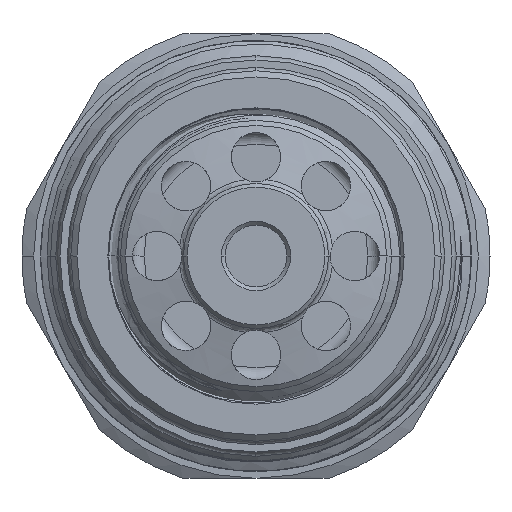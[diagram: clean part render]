
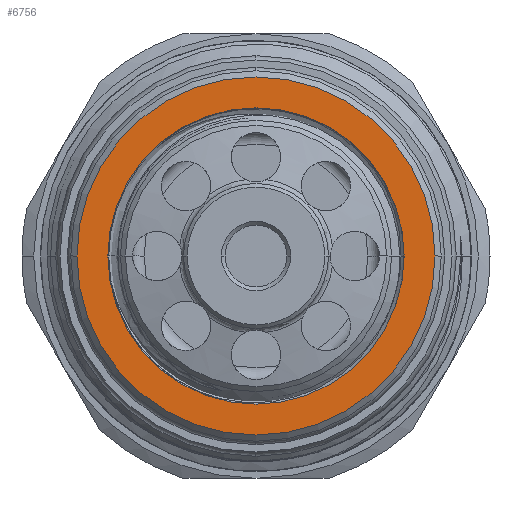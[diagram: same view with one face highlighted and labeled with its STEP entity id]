
A CAD part, left-side view. The second image highlights one B-rep face of the part: STEP entity #6756.
In plain terms, the highlighted planar face has unit normal (-1, 0, 0).
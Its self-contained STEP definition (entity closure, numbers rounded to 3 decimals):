
#147 = CARTESIAN_POINT ( 'NONE',  ( 0., 0., 0. ) ) ;
#252 = EDGE_LOOP ( 'NONE', ( #20543, #2992 ) ) ;
#1819 = CARTESIAN_POINT ( 'NONE',  ( 0., 0., 0. ) ) ;
#1961 = EDGE_CURVE ( 'NONE', #4139, #3189, #19104, .T. ) ;
#2713 = AXIS2_PLACEMENT_3D ( 'NONE', #147, #5428, #9907 ) ;
#2891 = CIRCLE ( 'NONE', #2713, 12. ) ;
#2992 = ORIENTED_EDGE ( 'NONE', *, *, #4580, .T. ) ;
#3189 = VERTEX_POINT ( 'NONE', #11475 ) ;
#3621 = DIRECTION ( 'NONE',  ( 0., 1., 0. ) ) ;
#4139 = VERTEX_POINT ( 'NONE', #17403 ) ;
#4193 = DIRECTION ( 'NONE',  ( 0., 1., 0. ) ) ;
#4580 = EDGE_CURVE ( 'NONE', #3189, #4139, #7024, .T. ) ;
#4805 = EDGE_LOOP ( 'NONE', ( #20475, #9497 ) ) ;
#5092 = DIRECTION ( 'NONE',  ( -1., 0., 0. ) ) ;
#5310 = PLANE ( 'NONE',  #11460 ) ;
#5428 = DIRECTION ( 'NONE',  ( 1., 0., 0. ) ) ;
#6647 = VERTEX_POINT ( 'NONE', #14677 ) ;
#6756 = ADVANCED_FACE ( 'NONE', ( #11004, #11765 ), #5310, .F. ) ;
#6778 = CARTESIAN_POINT ( 'NONE',  ( 0., 0., 0. ) ) ;
#6878 = CARTESIAN_POINT ( 'NONE',  ( 0., 0., 0. ) ) ;
#7024 = CIRCLE ( 'NONE', #17465, 14.5 ) ;
#8543 = DIRECTION ( 'NONE',  ( -1., 0., 0. ) ) ;
#9077 = EDGE_CURVE ( 'NONE', #6647, #11981, #16235, .T. ) ;
#9497 = ORIENTED_EDGE ( 'NONE', *, *, #19486, .T. ) ;
#9907 = DIRECTION ( 'NONE',  ( 0., 1., 0. ) ) ;
#10737 = CARTESIAN_POINT ( 'NONE',  ( 0., 12., 0. ) ) ;
#11004 = FACE_BOUND ( 'NONE', #4805, .T. ) ;
#11460 = AXIS2_PLACEMENT_3D ( 'NONE', #6778, #16503, #18113 ) ;
#11475 = CARTESIAN_POINT ( 'NONE',  ( 0., -14.5, 0. ) ) ;
#11537 = AXIS2_PLACEMENT_3D ( 'NONE', #1819, #5092, #12982 ) ;
#11765 = FACE_OUTER_BOUND ( 'NONE', #252, .T. ) ;
#11981 = VERTEX_POINT ( 'NONE', #10737 ) ;
#12982 = DIRECTION ( 'NONE',  ( 0., 1., 0. ) ) ;
#14677 = CARTESIAN_POINT ( 'NONE',  ( 0., -12., 0. ) ) ;
#16235 = CIRCLE ( 'NONE', #18534, 12. ) ;
#16503 = DIRECTION ( 'NONE',  ( 1., 0., 0. ) ) ;
#17403 = CARTESIAN_POINT ( 'NONE',  ( 0., 14.5, 0. ) ) ;
#17465 = AXIS2_PLACEMENT_3D ( 'NONE', #6878, #8543, #3621 ) ;
#18113 = DIRECTION ( 'NONE',  ( 0., 1., 0. ) ) ;
#18520 = DIRECTION ( 'NONE',  ( 1., 0., 0. ) ) ;
#18534 = AXIS2_PLACEMENT_3D ( 'NONE', #19858, #18520, #4193 ) ;
#19104 = CIRCLE ( 'NONE', #11537, 14.5 ) ;
#19486 = EDGE_CURVE ( 'NONE', #11981, #6647, #2891, .T. ) ;
#19858 = CARTESIAN_POINT ( 'NONE',  ( 0., 0., 0. ) ) ;
#20475 = ORIENTED_EDGE ( 'NONE', *, *, #9077, .T. ) ;
#20543 = ORIENTED_EDGE ( 'NONE', *, *, #1961, .T. ) ;
